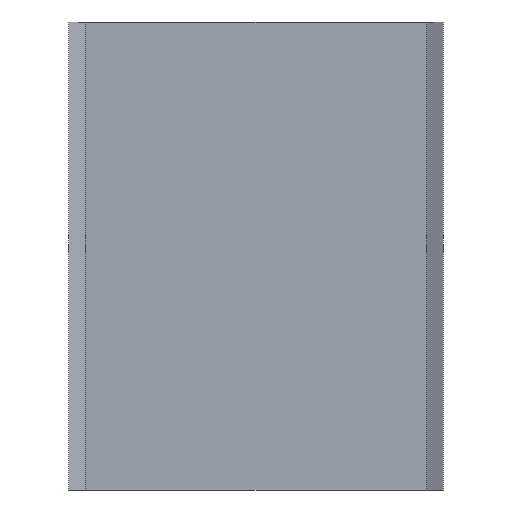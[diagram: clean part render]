
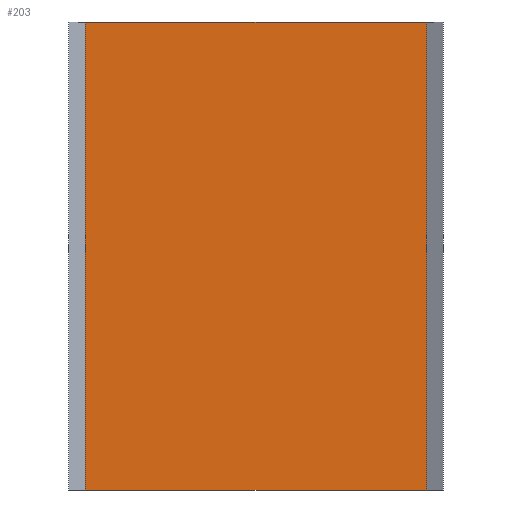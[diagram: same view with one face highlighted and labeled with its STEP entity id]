
A CAD part, front view. The second image highlights one B-rep face of the part: STEP entity #203.
In plain terms, the highlighted planar face has unit normal (0, -1, 0).
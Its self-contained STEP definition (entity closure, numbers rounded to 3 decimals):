
#3 = EDGE_CURVE ( 'NONE', #147, #149, #454, .T. ) ;
#28 = CARTESIAN_POINT ( 'NONE',  ( -38.5, 58.5, -100. ) ) ;
#46 = ORIENTED_EDGE ( 'NONE', *, *, #182, .T. ) ;
#47 = VECTOR ( 'NONE', #271, 1000. ) ;
#70 = ORIENTED_EDGE ( 'NONE', *, *, #342, .F. ) ;
#90 = CARTESIAN_POINT ( 'NONE',  ( -38.5, 58.5, 0. ) ) ;
#98 = LINE ( 'NONE', #388, #181 ) ;
#131 = CARTESIAN_POINT ( 'NONE',  ( -38.5, 58.5, 0. ) ) ;
#136 = DIRECTION ( 'NONE',  ( 0., 0., 1. ) ) ;
#140 = ORIENTED_EDGE ( 'NONE', *, *, #3, .T. ) ;
#145 = VECTOR ( 'NONE', #424, 1000. ) ;
#147 = VERTEX_POINT ( 'NONE', #320 ) ;
#149 = VERTEX_POINT ( 'NONE', #247 ) ;
#164 = ORIENTED_EDGE ( 'NONE', *, *, #189, .F. ) ;
#172 = DIRECTION ( 'NONE',  ( 0., -1., 0. ) ) ;
#181 = VECTOR ( 'NONE', #136, 1000. ) ;
#182 = EDGE_CURVE ( 'NONE', #149, #327, #456, .T. ) ;
#189 = EDGE_CURVE ( 'NONE', #147, #330, #98, .T. ) ;
#192 = DIRECTION ( 'NONE',  ( 1., 0., 0. ) ) ;
#198 = AXIS2_PLACEMENT_3D ( 'NONE', #28, #172, #461 ) ;
#201 = LINE ( 'NONE', #90, #47 ) ;
#202 = FACE_OUTER_BOUND ( 'NONE', #452, .T. ) ;
#203 = ADVANCED_FACE ( 'NONE', ( #202 ), #354, .T. ) ;
#239 = VECTOR ( 'NONE', #192, 1000. ) ;
#247 = CARTESIAN_POINT ( 'NONE',  ( 38.5, 58.5, -100. ) ) ;
#264 = CARTESIAN_POINT ( 'NONE',  ( -38.5, 58.5, -100. ) ) ;
#268 = CARTESIAN_POINT ( 'NONE',  ( 38.5, 58.5, 0. ) ) ;
#271 = DIRECTION ( 'NONE',  ( 1., 0., 0. ) ) ;
#277 = CARTESIAN_POINT ( 'NONE',  ( 38.5, 58.5, -100. ) ) ;
#320 = CARTESIAN_POINT ( 'NONE',  ( -38.5, 58.5, -100. ) ) ;
#327 = VERTEX_POINT ( 'NONE', #268 ) ;
#330 = VERTEX_POINT ( 'NONE', #131 ) ;
#342 = EDGE_CURVE ( 'NONE', #330, #327, #201, .T. ) ;
#354 = PLANE ( 'NONE',  #198 ) ;
#388 = CARTESIAN_POINT ( 'NONE',  ( -38.5, 58.5, -100. ) ) ;
#424 = DIRECTION ( 'NONE',  ( 0., 0., 1. ) ) ;
#452 = EDGE_LOOP ( 'NONE', ( #70, #164, #140, #46 ) ) ;
#454 = LINE ( 'NONE', #264, #239 ) ;
#456 = LINE ( 'NONE', #277, #145 ) ;
#461 = DIRECTION ( 'NONE',  ( 0., 0., -1. ) ) ;
